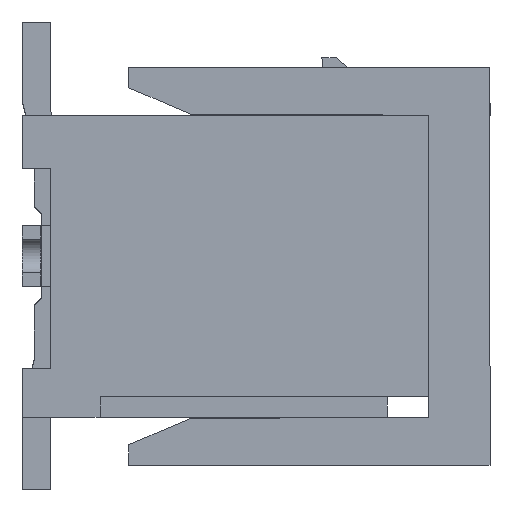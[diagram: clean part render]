
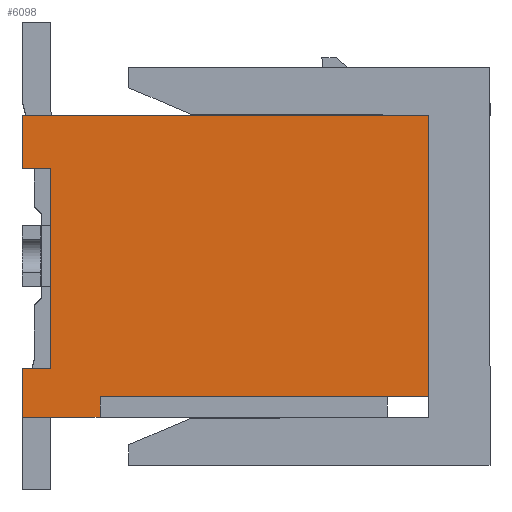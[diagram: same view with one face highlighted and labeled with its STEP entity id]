
A CAD part, left-side view. The second image highlights one B-rep face of the part: STEP entity #6098.
In plain terms, the highlighted planar face has unit normal (-1, 0, 0).
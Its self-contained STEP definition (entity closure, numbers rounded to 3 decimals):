
#665=ORIENTED_EDGE('',*,*,#2268,.F.);
#666=ORIENTED_EDGE('',*,*,#2266,.F.);
#667=ORIENTED_EDGE('',*,*,#2362,.F.);
#668=ORIENTED_EDGE('',*,*,#2363,.F.);
#669=ORIENTED_EDGE('',*,*,#2351,.T.);
#670=ORIENTED_EDGE('',*,*,#1986,.T.);
#671=ORIENTED_EDGE('',*,*,#2364,.T.);
#672=ORIENTED_EDGE('',*,*,#2234,.F.);
#673=ORIENTED_EDGE('',*,*,#2238,.F.);
#674=ORIENTED_EDGE('',*,*,#2180,.F.);
#1986=EDGE_CURVE('',#2874,#2873,#3461,.T.);
#2180=EDGE_CURVE('',#3049,#3050,#3643,.T.);
#2234=EDGE_CURVE('',#3098,#3099,#3697,.T.);
#2238=EDGE_CURVE('',#3050,#3098,#3701,.T.);
#2266=EDGE_CURVE('',#3122,#3116,#3729,.T.);
#2268=EDGE_CURVE('',#3116,#3049,#3730,.T.);
#2351=EDGE_CURVE('',#3183,#2874,#3813,.T.);
#2362=EDGE_CURVE('',#3188,#3122,#3824,.T.);
#2363=EDGE_CURVE('',#3183,#3188,#3825,.T.);
#2364=EDGE_CURVE('',#2873,#3099,#3826,.T.);
#2873=VERTEX_POINT('',#8670);
#2874=VERTEX_POINT('',#8672);
#3049=VERTEX_POINT('',#9062);
#3050=VERTEX_POINT('',#9064);
#3098=VERTEX_POINT('',#9171);
#3099=VERTEX_POINT('',#9173);
#3116=VERTEX_POINT('',#9221);
#3122=VERTEX_POINT('',#9233);
#3183=VERTEX_POINT('',#9388);
#3188=VERTEX_POINT('',#9406);
#3461=LINE('',#8671,#4308);
#3643=LINE('',#9063,#4490);
#3697=LINE('',#9172,#4544);
#3701=LINE('',#9179,#4548);
#3729=LINE('',#9234,#4576);
#3730=LINE('',#9237,#4577);
#3813=LINE('',#9387,#4660);
#3824=LINE('',#9407,#4671);
#3825=LINE('',#9409,#4672);
#3826=LINE('',#9410,#4673);
#4308=VECTOR('',#7031,1000.);
#4490=VECTOR('',#7281,1000.);
#4544=VECTOR('',#7347,1000.);
#4548=VECTOR('',#7353,1000.);
#4576=VECTOR('',#7391,1000.);
#4577=VECTOR('',#7396,1000.);
#4660=VECTOR('',#7493,1000.);
#4671=VECTOR('',#7510,1000.);
#4672=VECTOR('',#7513,1000.);
#4673=VECTOR('',#7514,1000.);
#5159=EDGE_LOOP('',(#665,#666,#667,#668,#669,#670,#671,#672,#673,#674));
#5498=FACE_BOUND('',#5159,.T.);
#5809=PLANE('',#6639);
#6098=ADVANCED_FACE('',(#5498),#5809,.T.);
#6639=AXIS2_PLACEMENT_3D('',#9408,#7511,#7512);
#7031=DIRECTION('',(0.,0.,1.));
#7281=DIRECTION('',(0.,0.,1.));
#7347=DIRECTION('',(0.,0.,1.));
#7353=DIRECTION('',(0.,1.,0.));
#7391=DIRECTION('',(0.,0.,1.));
#7396=DIRECTION('',(0.,-1.,0.));
#7493=DIRECTION('',(0.,-1.,0.));
#7510=DIRECTION('',(0.,1.,0.));
#7511=DIRECTION('',(-1.,0.,0.));
#7512=DIRECTION('',(0.,0.,1.));
#7513=DIRECTION('',(0.,0.,-1.));
#7514=DIRECTION('',(0.,1.,0.));
#8670=CARTESIAN_POINT('',(-7.85,-4.95,3.68));
#8671=CARTESIAN_POINT('',(-7.85,-4.95,-3.68));
#8672=CARTESIAN_POINT('',(-7.85,-4.95,-3.18));
#9062=CARTESIAN_POINT('',(-7.85,4.25,-2.48));
#9063=CARTESIAN_POINT('',(-7.85,4.25,-2.48));
#9064=CARTESIAN_POINT('',(-7.85,4.25,2.37));
#9171=CARTESIAN_POINT('',(-7.85,4.95,2.37));
#9172=CARTESIAN_POINT('',(-7.85,4.95,-3.68));
#9173=CARTESIAN_POINT('',(-7.85,4.95,3.68));
#9179=CARTESIAN_POINT('',(-7.85,4.25,2.37));
#9221=CARTESIAN_POINT('',(-7.85,4.95,-2.48));
#9233=CARTESIAN_POINT('',(-7.85,4.95,-3.68));
#9234=CARTESIAN_POINT('',(-7.85,4.95,-3.68));
#9237=CARTESIAN_POINT('',(-7.85,4.95,-2.48));
#9387=CARTESIAN_POINT('',(-7.85,-4.95,-3.18));
#9388=CARTESIAN_POINT('',(-7.85,3.05,-3.18));
#9406=CARTESIAN_POINT('',(-7.85,3.05,-3.68));
#9407=CARTESIAN_POINT('',(-7.85,-4.95,-3.68));
#9408=CARTESIAN_POINT('',(-7.85,-4.95,-3.68));
#9409=CARTESIAN_POINT('',(-7.85,3.05,-3.18));
#9410=CARTESIAN_POINT('',(-7.85,-4.95,3.68));
